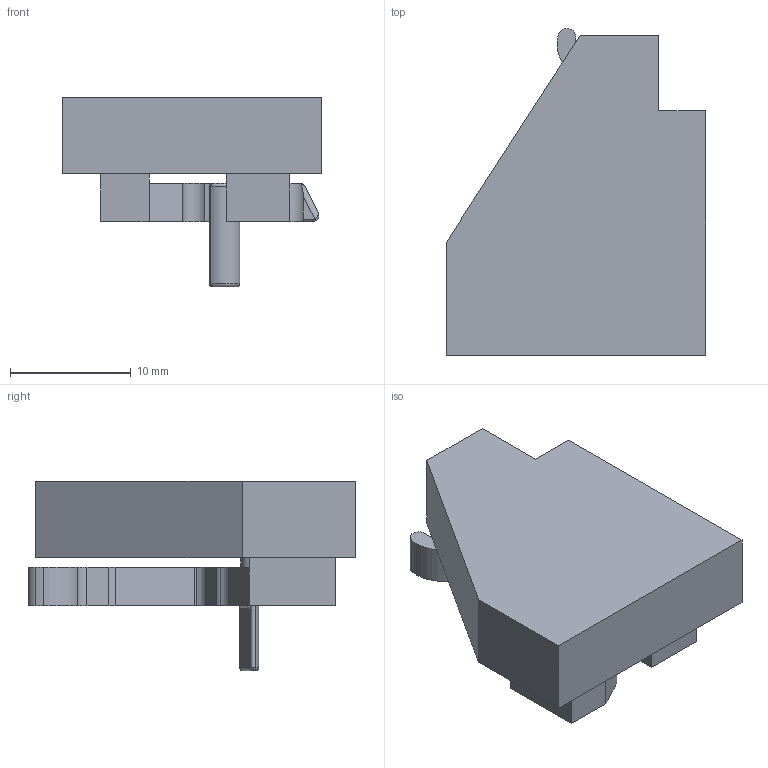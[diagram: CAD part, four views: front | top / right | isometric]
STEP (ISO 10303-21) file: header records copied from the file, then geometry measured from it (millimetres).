
FILE_DESCRIPTION (( 'STEP AP214' ), '1' );
FILE_NAME ('switch-flexures_0-125in-thick_0-85mm-flex.STEP', '2024-11-15T16:31:06', ( '' ), ( '' ), 'SwSTEP 2.0', 'SolidWorks 2023', '' );
FILE_SCHEMA (( 'AUTOMOTIVE_DESIGN' ));
Length unit declared in the file: millimetre
Products named in the file (1): switch-flexures_0-125in-thick_0-85mm-flex
Bounding box: 21.49 x 27.11 x 15.73 mm (x, y, z)
Volume: 3377.3 mm3; surface area: 2151.1 mm2
Topology: 1 solids, 1 shells, 115 faces, 308 edges, 187 vertices
Faces by surface type: cylinder 52, plane 48, sphere 10, torus 3, bspline 2
Entity records: 3559 total; most frequent: CARTESIAN_POINT 690, DIRECTION 615, ORIENTED_EDGE 596, EDGE_CURVE 298, AXIS2_PLACEMENT_3D 217, VERTEX_POINT 185, LINE 181, VECTOR 181
